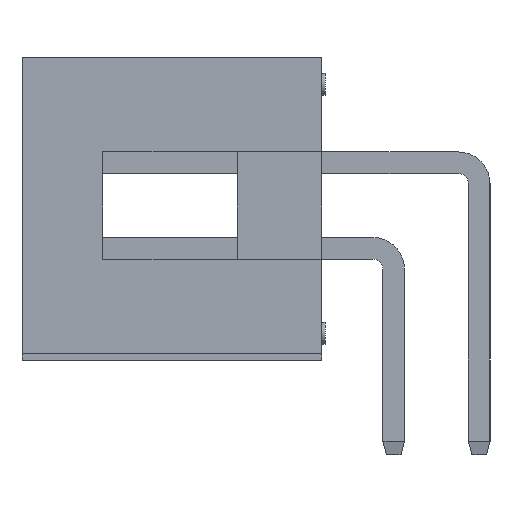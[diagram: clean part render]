
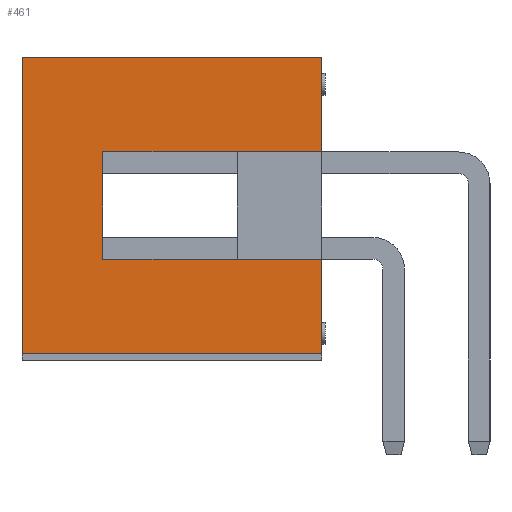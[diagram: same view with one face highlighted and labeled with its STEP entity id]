
A CAD part, left-side view. The second image highlights one B-rep face of the part: STEP entity #461.
In plain terms, the highlighted planar face has unit normal (-1, 0, 0).
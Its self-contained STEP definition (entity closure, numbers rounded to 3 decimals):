
#461=ADVANCED_FACE('',(#4939),#4941,.T.);
#4939=FACE_BOUND('',#4940,.T.);
#4940=EDGE_LOOP('',(#8545,#8546,#8547,#8548,#8549,#8550,#8551,#8552));
#4941=PLANE('',#4942);
#4942=AXIS2_PLACEMENT_3D('',#4943,#4944,#4945);
#4943=CARTESIAN_POINT('',(-16.51,-0.178,-4.576));
#4944=DIRECTION('',(-1.,0.,0.));
#4945=DIRECTION('',(0.,0.,1.));
#8545=ORIENTED_EDGE('',*,*,#10562,.F.);
#8546=ORIENTED_EDGE('',*,*,#10787,.F.);
#8547=ORIENTED_EDGE('',*,*,#10519,.T.);
#8548=ORIENTED_EDGE('',*,*,#10540,.T.);
#8549=ORIENTED_EDGE('',*,*,#10566,.F.);
#8550=ORIENTED_EDGE('',*,*,#10817,.T.);
#8551=ORIENTED_EDGE('',*,*,#10818,.F.);
#8552=ORIENTED_EDGE('',*,*,#10819,.F.);
#10519=EDGE_CURVE('',#11705,#11703,#11706,.T.);
#10540=EDGE_CURVE('',#11703,#11744,#11747,.T.);
#10562=EDGE_CURVE('',#11782,#11784,#11785,.T.);
#10566=EDGE_CURVE('',#11790,#11744,#11792,.T.);
#10787=EDGE_CURVE('',#11705,#11782,#12216,.T.);
#10817=EDGE_CURVE('',#11790,#12256,#12258,.T.);
#10818=EDGE_CURVE('',#12259,#12256,#12260,.T.);
#10819=EDGE_CURVE('',#11784,#12259,#12261,.T.);
#11703=VERTEX_POINT('',#13624);
#11705=VERTEX_POINT('',#13628);
#11706=LINE('',#13629,#13630);
#11744=VERTEX_POINT('',#13707);
#11747=LINE('',#13712,#13713);
#11782=VERTEX_POINT('',#13789);
#11784=VERTEX_POINT('',#13793);
#11785=LINE('',#13794,#13795);
#11790=VERTEX_POINT('',#13805);
#11792=LINE('',#13809,#13810);
#12216=LINE('',#14681,#14682);
#12256=VERTEX_POINT('',#14779);
#12258=LINE('',#14783,#14784);
#12259=VERTEX_POINT('',#14786);
#12260=LINE('',#14787,#14788);
#12261=LINE('',#14790,#14791);
#13624=CARTESIAN_POINT('',(-16.51,0.,4.4));
#13628=CARTESIAN_POINT('',(-16.51,0.,-4.4));
#13629=CARTESIAN_POINT('',(-16.51,0.,-4.4));
#13630=VECTOR('',#13631,1.);
#13631=DIRECTION('',(0.,0.,1.));
#13707=CARTESIAN_POINT('',(-16.51,8.9,4.4));
#13712=CARTESIAN_POINT('',(-16.51,0.,4.4));
#13713=VECTOR('',#13714,1.);
#13714=DIRECTION('',(0.,1.,0.));
#13789=CARTESIAN_POINT('',(-16.51,8.9,-4.4));
#13793=CARTESIAN_POINT('',(-16.51,8.9,-1.6));
#13794=CARTESIAN_POINT('',(-16.51,8.9,-4.4));
#13795=VECTOR('',#13796,1.);
#13796=DIRECTION('',(0.,0.,1.));
#13805=CARTESIAN_POINT('',(-16.51,8.9,1.6));
#13809=CARTESIAN_POINT('',(-16.51,8.9,1.6));
#13810=VECTOR('',#13811,1.);
#13811=DIRECTION('',(0.,0.,1.));
#14681=CARTESIAN_POINT('',(-16.51,0.,-4.4));
#14682=VECTOR('',#14683,1.);
#14683=DIRECTION('',(0.,1.,0.));
#14779=CARTESIAN_POINT('',(-16.51,2.4,1.6));
#14783=CARTESIAN_POINT('',(-16.51,8.9,1.6));
#14784=VECTOR('',#14785,1.);
#14785=DIRECTION('',(0.,-1.,0.));
#14786=CARTESIAN_POINT('',(-16.51,2.4,-1.6));
#14787=CARTESIAN_POINT('',(-16.51,2.4,-1.6));
#14788=VECTOR('',#14789,1.);
#14789=DIRECTION('',(0.,0.,1.));
#14790=CARTESIAN_POINT('',(-16.51,8.9,-1.6));
#14791=VECTOR('',#14792,1.);
#14792=DIRECTION('',(0.,-1.,0.));
